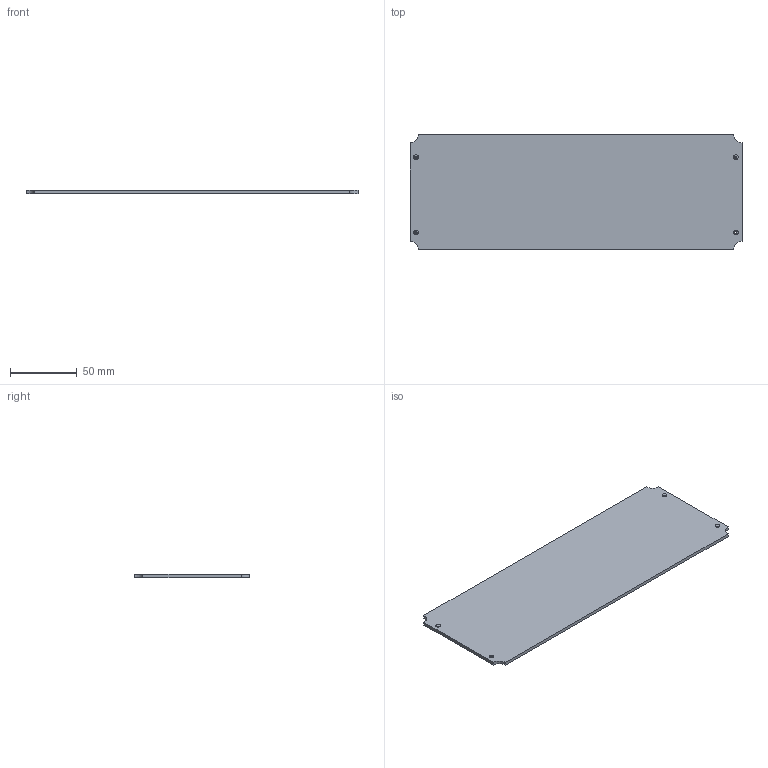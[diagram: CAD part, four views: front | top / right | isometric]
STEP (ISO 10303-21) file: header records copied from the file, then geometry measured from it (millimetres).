
FILE_DESCRIPTION(/* description */ (''),/* implementation_level */ '2;1');
FILE_NAME(/* name */ 'freakey60_weight_final.step',/* time_stamp */ '2022-04-30T19:09:05-04:00',/* author */ (''),/* organization */ (''),/* preprocessor_version */ 'ST-DEVELOPER v18.1',/* originating_system */ 'Autodesk Translation Framework v10.14.0.1471',/* authorisation */ '');
FILE_SCHEMA (('AUTOMOTIVE_DESIGN { 1 0 10303 214 3 1 1 }'));
Length unit declared in the file: metre
Products named in the file (1): freakey60_weight
Bounding box: 249.35 x 86.47 x 2.5 mm (x, y, z)
Volume: 53556.9 mm3; surface area: 44551.5 mm2
Topology: 1 solids, 1 shells, 18 faces, 44 edges, 28 vertices
Faces by surface type: cylinder 8, plane 6, cone 4
Full cylindrical faces by diameter (mm): 1.6 x4
Entity records: 592 total; most frequent: DIRECTION 102, CARTESIAN_POINT 91, ORIENTED_EDGE 88, EDGE_CURVE 44, AXIS2_PLACEMENT_3D 39, VERTEX_POINT 28, EDGE_LOOP 26, LINE 24
